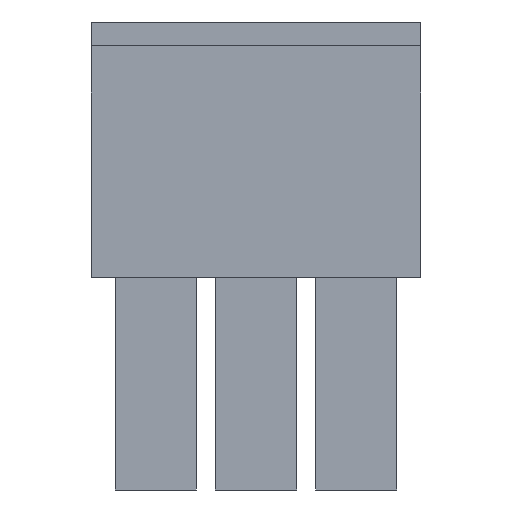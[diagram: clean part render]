
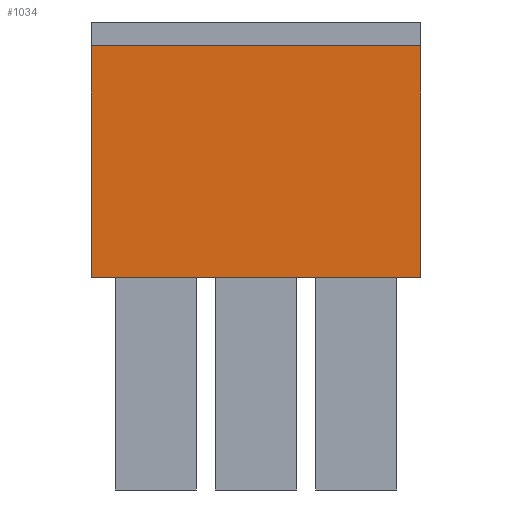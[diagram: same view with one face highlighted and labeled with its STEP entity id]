
A CAD part, front view. The second image highlights one B-rep face of the part: STEP entity #1034.
In plain terms, the highlighted planar face has unit normal (0, -1, 0).
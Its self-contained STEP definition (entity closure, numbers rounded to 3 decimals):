
#1034 = ADVANCED_FACE( '', ( #2153 ), #2154, .T. );
#2153 = FACE_OUTER_BOUND( '', #3338, .T. );
#2154 = PLANE( '', #3339 );
#3338 = EDGE_LOOP( '', ( #6446, #6447, #6448, #6449 ) );
#3339 = AXIS2_PLACEMENT_3D( '', #6450, #6451, #6452 );
#6446 = ORIENTED_EDGE( '', *, *, #8264, .T. );
#6447 = ORIENTED_EDGE( '', *, *, #8246, .T. );
#6448 = ORIENTED_EDGE( '', *, *, #7949, .F. );
#6449 = ORIENTED_EDGE( '', *, *, #7725, .F. );
#6450 = CARTESIAN_POINT( '', ( 6.9, -4.8, -5.35 ) );
#6451 = DIRECTION( '', ( 0., -1., 0. ) );
#6452 = DIRECTION( '', ( 0., 0., -1. ) );
#7725 = EDGE_CURVE( '', #9527, #9523, #9529, .T. );
#7949 = EDGE_CURVE( '', #9523, #9864, #9865, .T. );
#8246 = EDGE_CURVE( '', #10251, #9864, #10252, .T. );
#8264 = EDGE_CURVE( '', #9527, #10251, #10272, .T. );
#9523 = VERTEX_POINT( '', #12032 );
#9527 = VERTEX_POINT( '', #12038 );
#9529 = LINE( '', #12041, #12042 );
#9864 = VERTEX_POINT( '', #12551 );
#9865 = LINE( '', #12552, #12553 );
#10251 = VERTEX_POINT( '', #13155 );
#10252 = LINE( '', #13156, #13157 );
#10272 = LINE( '', #13188, #13189 );
#12032 = CARTESIAN_POINT( '', ( -6.9, -4.8, -5.35 ) );
#12038 = CARTESIAN_POINT( '', ( 6.9, -4.8, -5.35 ) );
#12041 = CARTESIAN_POINT( '', ( 6.9, -4.8, -5.35 ) );
#12042 = VECTOR( '', #14089, 1000. );
#12551 = CARTESIAN_POINT( '', ( -6.9, -4.8, 4.35 ) );
#12552 = CARTESIAN_POINT( '', ( -6.9, -4.8, -5.35 ) );
#12553 = VECTOR( '', #14264, 1000. );
#13155 = CARTESIAN_POINT( '', ( 6.9, -4.8, 4.35 ) );
#13156 = CARTESIAN_POINT( '', ( 6.9, -4.8, 4.35 ) );
#13157 = VECTOR( '', #14481, 1000. );
#13188 = CARTESIAN_POINT( '', ( 6.9, -4.8, -5.35 ) );
#13189 = VECTOR( '', #14493, 1000. );
#14089 = DIRECTION( '', ( -1., 0., 0. ) );
#14264 = DIRECTION( '', ( 0., 0., 1. ) );
#14481 = DIRECTION( '', ( -1., 0., 0. ) );
#14493 = DIRECTION( '', ( 0., 0., 1. ) );
